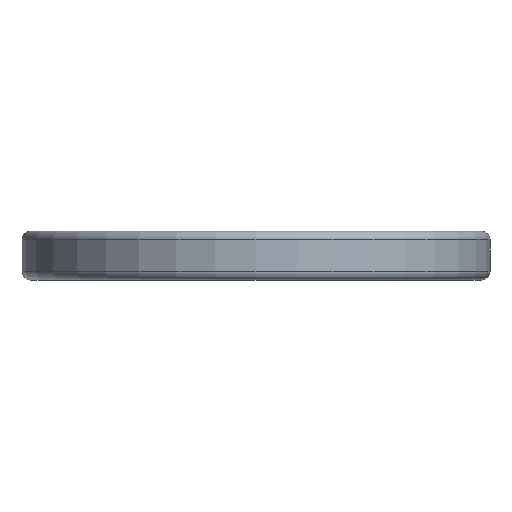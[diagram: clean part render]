
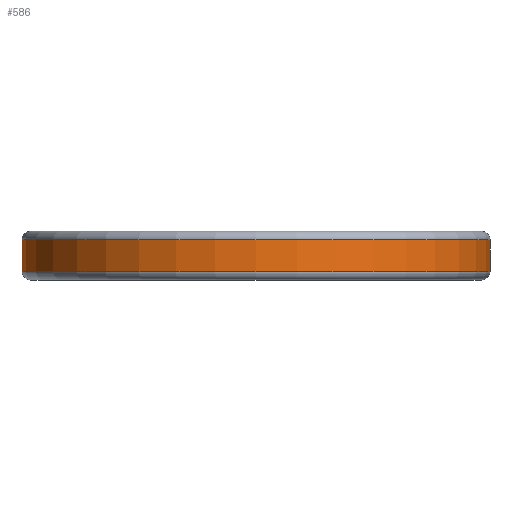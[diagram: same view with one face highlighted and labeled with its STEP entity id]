
A CAD part, front view. The second image highlights one B-rep face of the part: STEP entity #586.
In plain terms, the highlighted cylindrical face has radius 82.5 mm (diameter 165 mm), a full revolution.
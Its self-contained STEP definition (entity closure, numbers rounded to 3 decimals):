
#165=CYLINDRICAL_SURFACE('',#6500,82.5);
#586=ADVANCED_FACE('',(#2102,#2103),#165,.T.);
#1996=CIRCLE('',#6482,82.5);
#2008=CIRCLE('',#6499,82.5);
#2102=FACE_BOUND('',#2193,.T.);
#2103=FACE_BOUND('',#2194,.T.);
#2193=EDGE_LOOP('',(#2876));
#2194=EDGE_LOOP('',(#2877));
#2876=ORIENTED_EDGE('',*,*,#5275,.T.);
#2877=ORIENTED_EDGE('',*,*,#5294,.T.);
#4655=VERTEX_POINT('',#9473);
#4671=VERTEX_POINT('',#9558);
#5275=EDGE_CURVE('',#4655,#4655,#1996,.T.);
#5294=EDGE_CURVE('',#4671,#4671,#2008,.T.);
#6482=AXIS2_PLACEMENT_3D('',#9472,#7068,#7069);
#6499=AXIS2_PLACEMENT_3D('',#9557,#7105,#7106);
#6500=AXIS2_PLACEMENT_3D('',#9559,#7107,#7108);
#7068=DIRECTION('',(0.,0.,1.));
#7069=DIRECTION('',(-1.,0.,0.));
#7105=DIRECTION('',(0.,0.,-1.));
#7106=DIRECTION('',(1.,0.,0.));
#7107=DIRECTION('',(0.,0.,1.));
#7108=DIRECTION('',(-1.,0.,0.));
#9472=CARTESIAN_POINT('',(191.,0.,3.));
#9473=CARTESIAN_POINT('',(108.5,0.,3.));
#9557=CARTESIAN_POINT('',(191.,0.,14.2));
#9558=CARTESIAN_POINT('',(273.5,0.,14.2));
#9559=CARTESIAN_POINT('',(191.,0.,0.));
